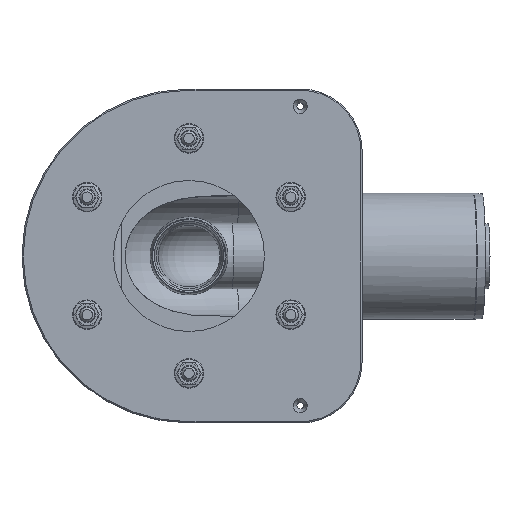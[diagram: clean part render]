
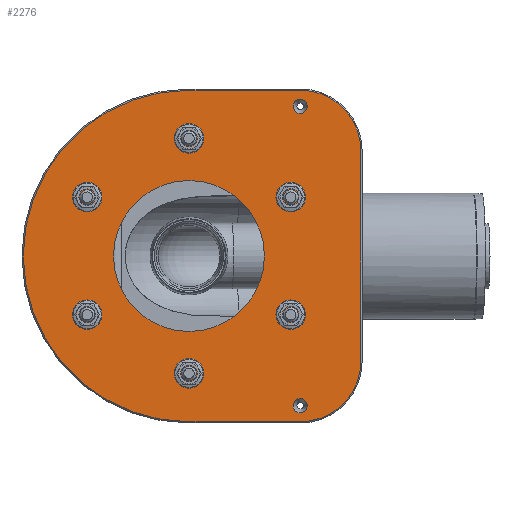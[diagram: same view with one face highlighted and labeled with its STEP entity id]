
A CAD part, top view. The second image highlights one B-rep face of the part: STEP entity #2276.
In plain terms, the highlighted planar face has unit normal (0, 0, 1).
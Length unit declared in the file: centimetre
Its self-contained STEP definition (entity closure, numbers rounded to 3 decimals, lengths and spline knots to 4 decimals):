
#154=FACE_BOUND('',#779,.T.);
#155=FACE_BOUND('',#780,.T.);
#156=FACE_BOUND('',#781,.T.);
#370=CIRCLE('',#2883,134.);
#372=CIRCLE('',#2887,49.);
#374=CIRCLE('',#2891,49.);
#378=CIRCLE('',#2900,61.);
#379=CIRCLE('',#2901,5.75);
#380=CIRCLE('',#2902,5.75);
#446=PLANE('',#2899);
#599=FACE_OUTER_BOUND('',#778,.T.);
#778=EDGE_LOOP('',(#2045,#2046,#2047,#2048,#2049,#2050));
#779=EDGE_LOOP('',(#2051));
#780=EDGE_LOOP('',(#2052));
#781=EDGE_LOOP('',(#2053));
#1008=VERTEX_POINT('',#6593);
#1009=VERTEX_POINT('',#6595);
#1012=VERTEX_POINT('',#6602);
#1014=VERTEX_POINT('',#6608);
#1016=VERTEX_POINT('',#6614);
#1018=VERTEX_POINT('',#6620);
#1023=VERTEX_POINT('',#6642);
#1024=VERTEX_POINT('',#6644);
#1025=VERTEX_POINT('',#6646);
#1345=EDGE_CURVE('',#1008,#1009,#370,.T.);
#1349=EDGE_CURVE('',#1012,#1008,#2409,.T.);
#1352=EDGE_CURVE('',#1014,#1012,#372,.T.);
#1355=EDGE_CURVE('',#1016,#1014,#2413,.T.);
#1358=EDGE_CURVE('',#1018,#1016,#374,.T.);
#1360=EDGE_CURVE('',#1009,#1018,#2416,.T.);
#1369=EDGE_CURVE('',#1023,#1023,#378,.T.);
#1370=EDGE_CURVE('',#1024,#1024,#379,.T.);
#1371=EDGE_CURVE('',#1025,#1025,#380,.T.);
#2045=ORIENTED_EDGE('',*,*,#1345,.F.);
#2046=ORIENTED_EDGE('',*,*,#1349,.F.);
#2047=ORIENTED_EDGE('',*,*,#1352,.F.);
#2048=ORIENTED_EDGE('',*,*,#1355,.F.);
#2049=ORIENTED_EDGE('',*,*,#1358,.F.);
#2050=ORIENTED_EDGE('',*,*,#1360,.F.);
#2051=ORIENTED_EDGE('',*,*,#1369,.T.);
#2052=ORIENTED_EDGE('',*,*,#1370,.T.);
#2053=ORIENTED_EDGE('',*,*,#1371,.T.);
#2276=ADVANCED_FACE('',(#599,#154,#155,#156),#446,.T.);
#2409=LINE('',#6604,#2537);
#2413=LINE('',#6616,#2541);
#2416=LINE('',#6625,#2544);
#2537=VECTOR('',#3680,1.);
#2541=VECTOR('',#3692,1.);
#2544=VECTOR('',#3703,1.);
#2883=AXIS2_PLACEMENT_3D('',#6596,#3672,#3673);
#2887=AXIS2_PLACEMENT_3D('',#6610,#3685,#3686);
#2891=AXIS2_PLACEMENT_3D('',#6622,#3697,#3698);
#2899=AXIS2_PLACEMENT_3D('',#6641,#3720,#3721);
#2900=AXIS2_PLACEMENT_3D('',#6643,#3722,#3723);
#2901=AXIS2_PLACEMENT_3D('',#6645,#3724,#3725);
#2902=AXIS2_PLACEMENT_3D('',#6647,#3726,#3727);
#3672=DIRECTION('center_axis',(0.,0.,-1.));
#3673=DIRECTION('ref_axis',(0.,1.,0.));
#3680=DIRECTION('',(-1.,0.,0.));
#3685=DIRECTION('center_axis',(0.,0.,-1.));
#3686=DIRECTION('ref_axis',(0.,-1.,0.));
#3692=DIRECTION('',(0.,-1.,0.));
#3697=DIRECTION('center_axis',(0.,0.,-1.));
#3698=DIRECTION('ref_axis',(1.,0.,0.));
#3703=DIRECTION('',(1.,0.,0.));
#3720=DIRECTION('center_axis',(0.,0.,1.));
#3721=DIRECTION('ref_axis',(1.,0.,0.));
#3722=DIRECTION('center_axis',(0.,0.,-1.));
#3723=DIRECTION('ref_axis',(1.,0.,0.));
#3724=DIRECTION('center_axis',(0.,0.,-1.));
#3725=DIRECTION('ref_axis',(-1.,0.,0.));
#3726=DIRECTION('center_axis',(0.,0.,-1.));
#3727=DIRECTION('ref_axis',(-1.,0.,0.));
#6593=CARTESIAN_POINT('',(1349.6673,166.5954,782.9124));
#6595=CARTESIAN_POINT('',(1349.6673,434.5954,782.9124));
#6596=CARTESIAN_POINT('Origin',(1349.6673,300.5954,782.9124));
#6602=CARTESIAN_POINT('',(1439.6673,166.5954,782.9124));
#6604=CARTESIAN_POINT('',(1359.3682,166.5954,782.9124));
#6608=CARTESIAN_POINT('',(1488.6673,215.5954,782.9124));
#6610=CARTESIAN_POINT('Origin',(1439.6673,215.5954,782.9124));
#6614=CARTESIAN_POINT('',(1488.6673,385.5954,782.9124));
#6616=CARTESIAN_POINT('',(1488.6673,258.0954,782.9124));
#6620=CARTESIAN_POINT('',(1439.6673,434.5954,782.9124));
#6622=CARTESIAN_POINT('Origin',(1439.6673,385.5954,782.9124));
#6625=CARTESIAN_POINT('',(1404.3682,434.5954,782.9124));
#6641=CARTESIAN_POINT('Origin',(1369.0691,300.5954,782.9124));
#6642=CARTESIAN_POINT('',(1288.6673,300.5954,782.9124));
#6643=CARTESIAN_POINT('Origin',(1349.6673,300.5954,782.9124));
#6644=CARTESIAN_POINT('',(1445.4173,179.5954,782.9124));
#6645=CARTESIAN_POINT('Origin',(1439.6673,179.5954,782.9124));
#6646=CARTESIAN_POINT('',(1445.4173,421.5954,782.9124));
#6647=CARTESIAN_POINT('Origin',(1439.6673,421.5954,782.9124));
